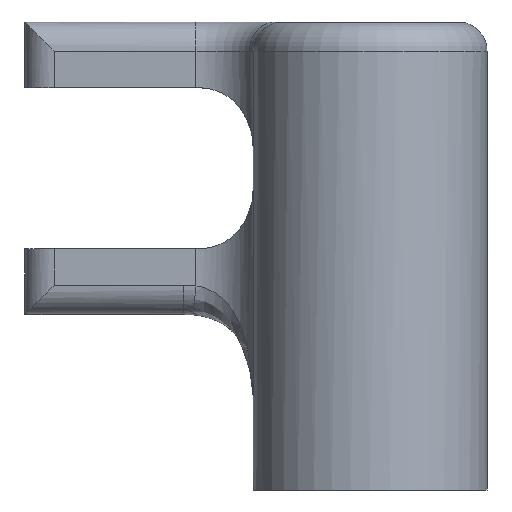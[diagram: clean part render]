
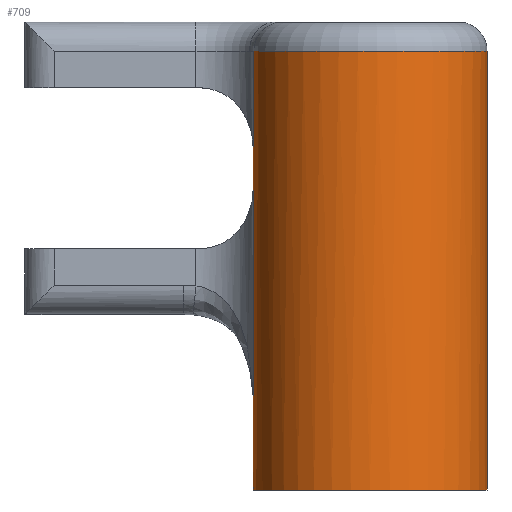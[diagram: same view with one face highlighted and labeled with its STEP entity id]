
A CAD part, left-side view. The second image highlights one B-rep face of the part: STEP entity #709.
In plain terms, the highlighted cylindrical face has radius 4 mm (diameter 8 mm), a full revolution.
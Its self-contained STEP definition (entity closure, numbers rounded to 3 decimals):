
#18=FACE_BOUND('',#226,.T.);
#71=LINE('',#1404,#112);
#80=LINE('',#1434,#121);
#81=LINE('',#1437,#122);
#82=LINE('',#1438,#123);
#112=VECTOR('',#944,3.25);
#121=VECTOR('',#981,1.5);
#122=VECTOR('',#984,7.01);
#123=VECTOR('',#985,11.76);
#141=CYLINDRICAL_SURFACE('',#789,4.);
#178=FACE_OUTER_BOUND('',#225,.T.);
#225=EDGE_LOOP('',(#613,#614,#615,#616,#617,#618,#619,#620));
#226=EDGE_LOOP('',(#621));
#266=CIRCLE('',#741,4.);
#284=CIRCLE('',#774,4.);
#291=CIRCLE('',#790,4.);
#292=CIRCLE('',#791,4.);
#293=CIRCLE('',#792,4.);
#304=VERTEX_POINT('',#1064);
#321=VERTEX_POINT('',#1202);
#335=VERTEX_POINT('',#1342);
#347=VERTEX_POINT('',#1380);
#350=VERTEX_POINT('',#1391);
#356=VERTEX_POINT('',#1431);
#357=VERTEX_POINT('',#1433);
#358=VERTEX_POINT('',#1435);
#359=VERTEX_POINT('',#1439);
#390=EDGE_CURVE('',#304,#321,#266,.T.);
#430=EDGE_CURVE('',#335,#347,#284,.T.);
#434=EDGE_CURVE('',#350,#335,#71,.T.);
#448=EDGE_CURVE('',#356,#350,#291,.T.);
#449=EDGE_CURVE('',#357,#356,#80,.T.);
#450=EDGE_CURVE('',#358,#357,#292,.T.);
#451=EDGE_CURVE('',#321,#358,#81,.T.);
#452=EDGE_CURVE('',#304,#347,#82,.T.);
#453=EDGE_CURVE('',#359,#359,#293,.T.);
#613=ORIENTED_EDGE('',*,*,#430,.F.);
#614=ORIENTED_EDGE('',*,*,#434,.F.);
#615=ORIENTED_EDGE('',*,*,#448,.F.);
#616=ORIENTED_EDGE('',*,*,#449,.F.);
#617=ORIENTED_EDGE('',*,*,#450,.F.);
#618=ORIENTED_EDGE('',*,*,#451,.F.);
#619=ORIENTED_EDGE('',*,*,#390,.F.);
#620=ORIENTED_EDGE('',*,*,#452,.T.);
#621=ORIENTED_EDGE('',*,*,#453,.F.);
#709=ADVANCED_FACE('',(#178,#18),#141,.T.);
#741=AXIS2_PLACEMENT_3D('',#1203,#858,#859);
#774=AXIS2_PLACEMENT_3D('',#1385,#937,#938);
#789=AXIS2_PLACEMENT_3D('',#1430,#977,#978);
#790=AXIS2_PLACEMENT_3D('',#1432,#979,#980);
#791=AXIS2_PLACEMENT_3D('',#1436,#982,#983);
#792=AXIS2_PLACEMENT_3D('',#1440,#986,#987);
#858=DIRECTION('center_axis',(0.,0.,1.));
#859=DIRECTION('ref_axis',(-0.22,-0.975,0.));
#937=DIRECTION('center_axis',(0.,0.,1.));
#938=DIRECTION('ref_axis',(-0.998,-0.063,0.));
#944=DIRECTION('',(0.,0.,1.));
#977=DIRECTION('center_axis',(0.,0.,1.));
#978=DIRECTION('ref_axis',(0.313,0.95,0.));
#979=DIRECTION('center_axis',(0.,0.,1.));
#980=DIRECTION('ref_axis',(-0.256,-0.967,0.));
#981=DIRECTION('',(0.,0.,1.));
#982=DIRECTION('center_axis',(0.,0.,-1.));
#983=DIRECTION('ref_axis',(-0.256,-0.967,0.));
#984=DIRECTION('',(0.,0.,1.));
#985=DIRECTION('',(0.,0.,1.));
#986=DIRECTION('center_axis',(0.,0.,-1.));
#987=DIRECTION('ref_axis',(1.,0.,0.));
#1064=CARTESIAN_POINT('',(0.,-4.,-2.76));
#1202=CARTESIAN_POINT('',(-0.5,3.969,-2.76));
#1203=CARTESIAN_POINT('Origin',(0.,0.,-2.76));
#1342=CARTESIAN_POINT('',(-0.5,3.969,9.));
#1380=CARTESIAN_POINT('',(0.,-4.,9.));
#1385=CARTESIAN_POINT('Origin',(0.,0.,9.));
#1391=CARTESIAN_POINT('',(-0.5,3.969,5.75));
#1404=CARTESIAN_POINT('',(-0.5,3.969,0.));
#1430=CARTESIAN_POINT('Origin',(0.,0.,0.));
#1431=CARTESIAN_POINT('',(1.025,3.866,5.75));
#1432=CARTESIAN_POINT('Origin',(0.,0.,5.75));
#1433=CARTESIAN_POINT('',(1.025,3.866,4.25));
#1434=CARTESIAN_POINT('',(1.025,3.866,0.));
#1435=CARTESIAN_POINT('',(-0.5,3.969,4.25));
#1436=CARTESIAN_POINT('Origin',(0.,0.,4.25));
#1437=CARTESIAN_POINT('',(-0.5,3.969,0.));
#1438=CARTESIAN_POINT('',(0.,-4.,0.));
#1439=CARTESIAN_POINT('',(-4.,0.,-6.));
#1440=CARTESIAN_POINT('Origin',(0.,0.,-6.));
